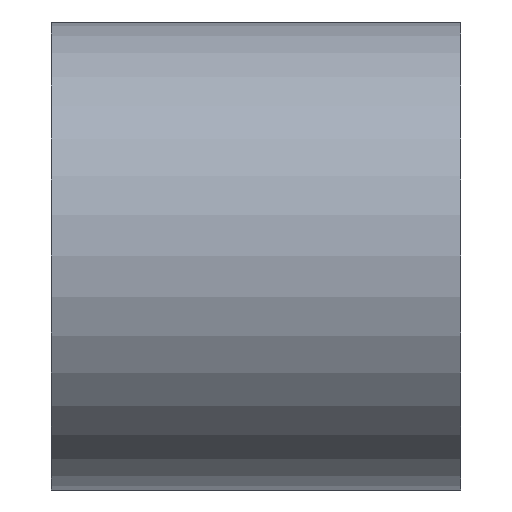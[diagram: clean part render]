
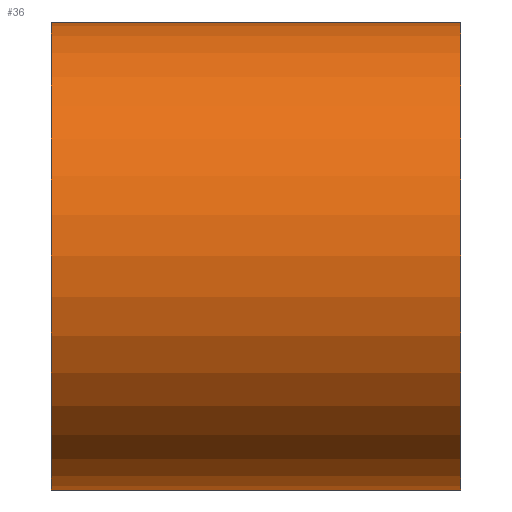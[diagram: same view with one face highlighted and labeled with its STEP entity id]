
A CAD part, left-side view. The second image highlights one B-rep face of the part: STEP entity #36.
In plain terms, the highlighted cylindrical face has radius 4 mm (diameter 8 mm), a partial arc.
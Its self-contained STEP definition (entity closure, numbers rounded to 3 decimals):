
#36 = ADVANCED_FACE( '', ( #68 ), #69, .T. );
#68 = FACE_OUTER_BOUND( '', #93, .T. );
#69 = CYLINDRICAL_SURFACE( '', #94, 4. );
#93 = EDGE_LOOP( '', ( #127, #128, #129, #130 ) );
#94 = AXIS2_PLACEMENT_3D( '', #131, #132, #133 );
#127 = ORIENTED_EDGE( '', *, *, #163, .T. );
#128 = ORIENTED_EDGE( '', *, *, #164, .F. );
#129 = ORIENTED_EDGE( '', *, *, #156, .F. );
#130 = ORIENTED_EDGE( '', *, *, #161, .T. );
#131 = CARTESIAN_POINT( '', ( -21., 3.5, 0. ) );
#132 = DIRECTION( '', ( 0., 1., 0. ) );
#133 = DIRECTION( '', ( 0., 0., -1. ) );
#156 = EDGE_CURVE( '', #178, #179, #180, .T. );
#161 = EDGE_CURVE( '', #178, #184, #186, .T. );
#163 = EDGE_CURVE( '', #184, #188, #189, .T. );
#164 = EDGE_CURVE( '', #179, #188, #190, .T. );
#178 = VERTEX_POINT( '', #206 );
#179 = VERTEX_POINT( '', #207 );
#180 = CIRCLE( '', #208, 4. );
#184 = VERTEX_POINT( '', #214 );
#186 = LINE( '', #217, #218 );
#188 = VERTEX_POINT( '', #220 );
#189 = CIRCLE( '', #221, 4. );
#190 = LINE( '', #222, #223 );
#206 = CARTESIAN_POINT( '', ( -21., 3.5, -4. ) );
#207 = CARTESIAN_POINT( '', ( -21., 3.5, 4. ) );
#208 = AXIS2_PLACEMENT_3D( '', #236, #237, #238 );
#214 = CARTESIAN_POINT( '', ( -21., -3.5, -4. ) );
#217 = CARTESIAN_POINT( '', ( -21., 3.5, -4. ) );
#218 = VECTOR( '', #242, 1000. );
#220 = CARTESIAN_POINT( '', ( -21., -3.5, 4. ) );
#221 = AXIS2_PLACEMENT_3D( '', #243, #244, #245 );
#222 = CARTESIAN_POINT( '', ( -21., 3.5, 4. ) );
#223 = VECTOR( '', #246, 1000. );
#236 = CARTESIAN_POINT( '', ( -21., 3.5, 0. ) );
#237 = DIRECTION( '', ( 0., 1., 0. ) );
#238 = DIRECTION( '', ( 1., 0., 0. ) );
#242 = DIRECTION( '', ( 0., -1., 0. ) );
#243 = CARTESIAN_POINT( '', ( -21., -3.5, 0. ) );
#244 = DIRECTION( '', ( 0., 1., 0. ) );
#245 = DIRECTION( '', ( 1., 0., 0. ) );
#246 = DIRECTION( '', ( 0., -1., 0. ) );
